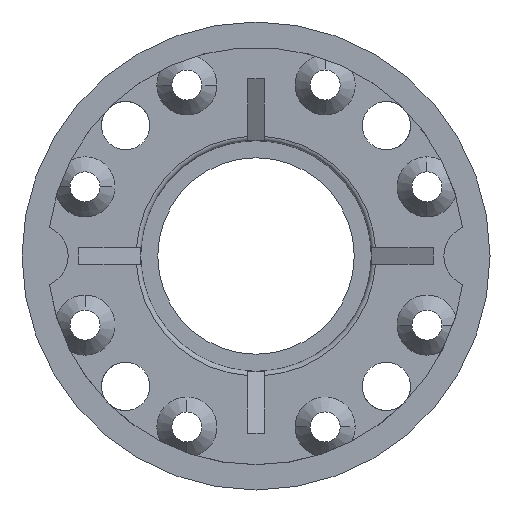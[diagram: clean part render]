
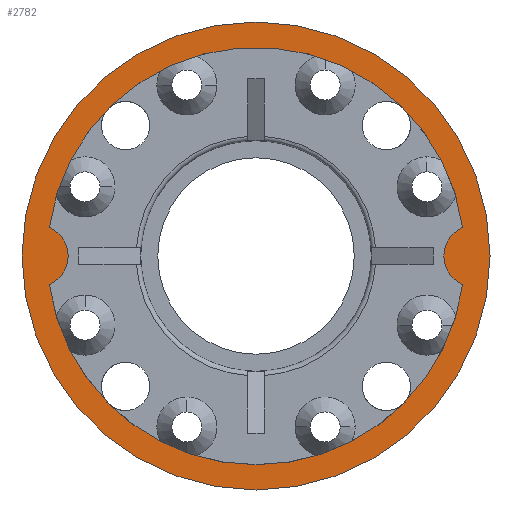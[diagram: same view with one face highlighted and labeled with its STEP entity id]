
A CAD part, front view. The second image highlights one B-rep face of the part: STEP entity #2782.
In plain terms, the highlighted planar face has unit normal (0, -1, 0).
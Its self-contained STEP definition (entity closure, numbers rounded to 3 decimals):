
#20 = DIRECTION ( 'NONE',  ( 0., -1., 0. ) ) ;
#73 = CARTESIAN_POINT ( 'NONE',  ( 44.816, 0., 6.25 ) ) ;
#85 = DIRECTION ( 'NONE',  ( 0., 0., 1. ) ) ;
#133 = CIRCLE ( 'NONE', #387, 45.25 ) ;
#135 = EDGE_CURVE ( 'NONE', #2889, #518, #133, .T. ) ;
#155 = CARTESIAN_POINT ( 'NONE',  ( -44.816, 0., -6.25 ) ) ;
#275 = DIRECTION ( 'NONE',  ( 0., -1., 0. ) ) ;
#280 = FACE_OUTER_BOUND ( 'NONE', #1120, .T. ) ;
#283 = CARTESIAN_POINT ( 'NONE',  ( 0., 0., 0. ) ) ;
#287 = CARTESIAN_POINT ( 'NONE',  ( 0., 0., -50.75 ) ) ;
#288 = DIRECTION ( 'NONE',  ( 0., 0., 1. ) ) ;
#301 = CARTESIAN_POINT ( 'NONE',  ( 0., 0., 0. ) ) ;
#305 = CARTESIAN_POINT ( 'NONE',  ( 0., 0., 0. ) ) ;
#367 = CARTESIAN_POINT ( 'NONE',  ( -44.816, 0., 6.25 ) ) ;
#387 = AXIS2_PLACEMENT_3D ( 'NONE', #2075, #275, #2090 ) ;
#407 = CIRCLE ( 'NONE', #1901, 50.75 ) ;
#518 = VERTEX_POINT ( 'NONE', #367 ) ;
#526 = CARTESIAN_POINT ( 'NONE',  ( -47.586, 0., 0. ) ) ;
#533 = DIRECTION ( 'NONE',  ( 0., 0., -1. ) ) ;
#600 = DIRECTION ( 'NONE',  ( 0., 1., 0. ) ) ;
#637 = CIRCLE ( 'NONE', #1451, 6.836 ) ;
#642 = DIRECTION ( 'NONE',  ( 0., -1., 0. ) ) ;
#652 = CARTESIAN_POINT ( 'NONE',  ( 44.816, 0., -6.25 ) ) ;
#666 = VERTEX_POINT ( 'NONE', #287 ) ;
#694 = CARTESIAN_POINT ( 'NONE',  ( 0., 0., -45.25 ) ) ;
#834 = CARTESIAN_POINT ( 'NONE',  ( 47.586, 0., 0. ) ) ;
#883 = FACE_BOUND ( 'NONE', #2334, .T. ) ;
#1007 = AXIS2_PLACEMENT_3D ( 'NONE', #2459, #642, #2686 ) ;
#1039 = ORIENTED_EDGE ( 'NONE', *, *, #3238, .T. ) ;
#1075 = DIRECTION ( 'NONE',  ( 0., 1., 0. ) ) ;
#1120 = EDGE_LOOP ( 'NONE', ( #2057, #2331 ) ) ;
#1137 = ORIENTED_EDGE ( 'NONE', *, *, #2825, .F. ) ;
#1183 = CIRCLE ( 'NONE', #1674, 45.25 ) ;
#1342 = DIRECTION ( 'NONE',  ( 0., 0., 1. ) ) ;
#1429 = DIRECTION ( 'NONE',  ( 0., 1., 0. ) ) ;
#1434 = AXIS2_PLACEMENT_3D ( 'NONE', #526, #1807, #1562 ) ;
#1451 = AXIS2_PLACEMENT_3D ( 'NONE', #834, #600, #85 ) ;
#1562 = DIRECTION ( 'NONE',  ( 0., 0., -1. ) ) ;
#1674 = AXIS2_PLACEMENT_3D ( 'NONE', #283, #20, #533 ) ;
#1704 = EDGE_CURVE ( 'NONE', #1825, #666, #407, .T. ) ;
#1807 = DIRECTION ( 'NONE',  ( 0., -1., 0. ) ) ;
#1825 = VERTEX_POINT ( 'NONE', #1874 ) ;
#1839 = EDGE_CURVE ( 'NONE', #1925, #3064, #1183, .T. ) ;
#1846 = DIRECTION ( 'NONE',  ( 0., 1., 0. ) ) ;
#1874 = CARTESIAN_POINT ( 'NONE',  ( 0., 0., 50.75 ) ) ;
#1901 = AXIS2_PLACEMENT_3D ( 'NONE', #305, #1075, #1342 ) ;
#1914 = VERTEX_POINT ( 'NONE', #652 ) ;
#1925 = VERTEX_POINT ( 'NONE', #155 ) ;
#1945 = AXIS2_PLACEMENT_3D ( 'NONE', #301, #1846, #288 ) ;
#2001 = ORIENTED_EDGE ( 'NONE', *, *, #1839, .F. ) ;
#2057 = ORIENTED_EDGE ( 'NONE', *, *, #2911, .F. ) ;
#2075 = CARTESIAN_POINT ( 'NONE',  ( 0., 0., 0. ) ) ;
#2090 = DIRECTION ( 'NONE',  ( 0., 0., -1. ) ) ;
#2134 = ORIENTED_EDGE ( 'NONE', *, *, #2915, .F. ) ;
#2268 = CIRCLE ( 'NONE', #1434, 6.836 ) ;
#2331 = ORIENTED_EDGE ( 'NONE', *, *, #1704, .F. ) ;
#2334 = EDGE_LOOP ( 'NONE', ( #1039, #2707, #1137, #2134, #2001 ) ) ;
#2440 = CARTESIAN_POINT ( 'NONE',  ( 0., 0., 0. ) ) ;
#2459 = CARTESIAN_POINT ( 'NONE',  ( 0., 0., 0. ) ) ;
#2591 = PLANE ( 'NONE',  #1945 ) ;
#2686 = DIRECTION ( 'NONE',  ( 0., 0., -1. ) ) ;
#2698 = AXIS2_PLACEMENT_3D ( 'NONE', #2440, #1429, #3212 ) ;
#2707 = ORIENTED_EDGE ( 'NONE', *, *, #135, .F. ) ;
#2733 = CIRCLE ( 'NONE', #2698, 50.75 ) ;
#2782 = ADVANCED_FACE ( 'NONE', ( #280, #883 ), #2591, .F. ) ;
#2814 = CIRCLE ( 'NONE', #1007, 45.25 ) ;
#2825 = EDGE_CURVE ( 'NONE', #1914, #2889, #637, .T. ) ;
#2889 = VERTEX_POINT ( 'NONE', #73 ) ;
#2911 = EDGE_CURVE ( 'NONE', #666, #1825, #2733, .T. ) ;
#2915 = EDGE_CURVE ( 'NONE', #3064, #1914, #2814, .T. ) ;
#3064 = VERTEX_POINT ( 'NONE', #694 ) ;
#3212 = DIRECTION ( 'NONE',  ( 0., 0., 1. ) ) ;
#3238 = EDGE_CURVE ( 'NONE', #1925, #518, #2268, .T. ) ;
